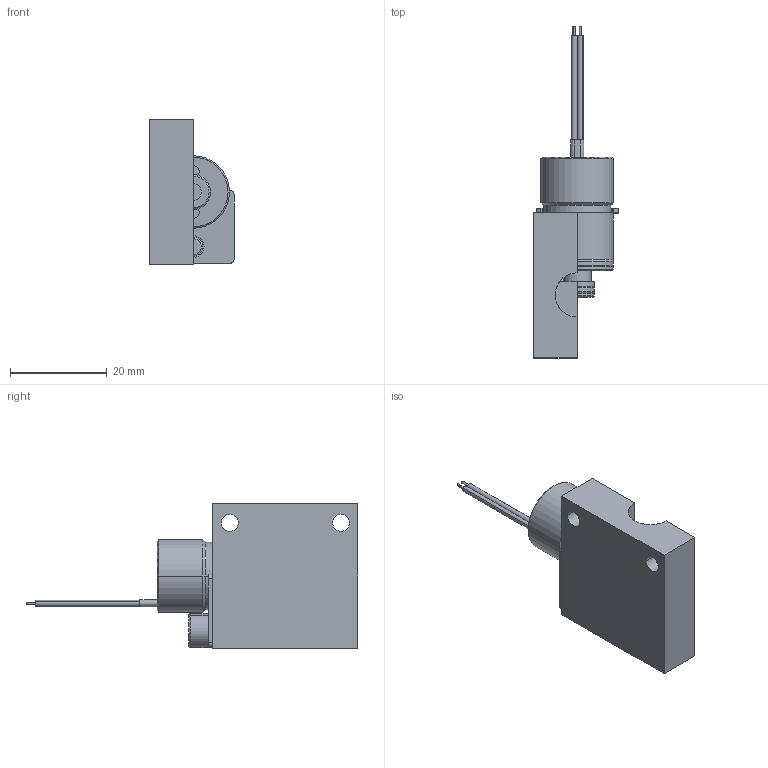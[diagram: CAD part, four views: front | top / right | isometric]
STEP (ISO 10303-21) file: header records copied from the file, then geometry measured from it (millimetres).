
FILE_DESCRIPTION (( 'STEP AP214' ), '1' );
FILE_NAME ('VA 204-5_Montageplatte_offen.STEP', '2019-12-11T06:59:50', ( '' ), ( '' ), 'SwSTEP 2.0', 'SolidWorks 2015', '' );
FILE_SCHEMA (( 'AUTOMOTIVE_DESIGN' ));
Length unit declared in the file: millimetre
Products named in the file (1): VA 204-5_Montageplatte_offen
Bounding box: 17.5 x 68.68 x 30 mm (x, y, z)
Volume: 10387 mm3; surface area: 6019.9 mm2
Topology: 4 solids, 4 shells, 182 faces, 435 edges, 275 vertices
Faces by surface type: cylinder 82, plane 66, cone 21, torus 10, bspline 3
Entity records: 8463 total; most frequent: CARTESIAN_POINT 2190, DIRECTION 907, ORIENTED_EDGE 858, EDGE_CURVE 429, AXIS2_PLACEMENT_3D 346, VERTEX_POINT 275, LINE 215, VECTOR 215
